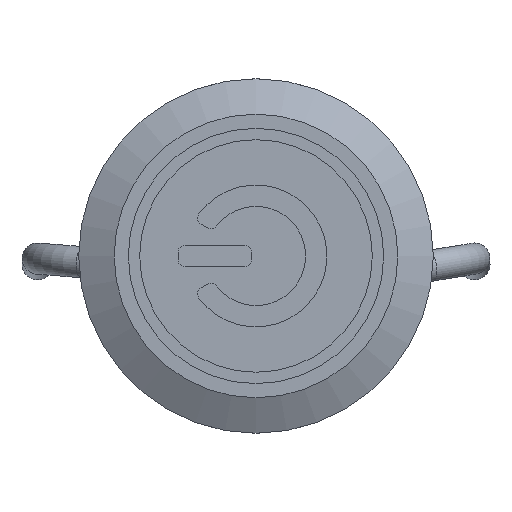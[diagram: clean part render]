
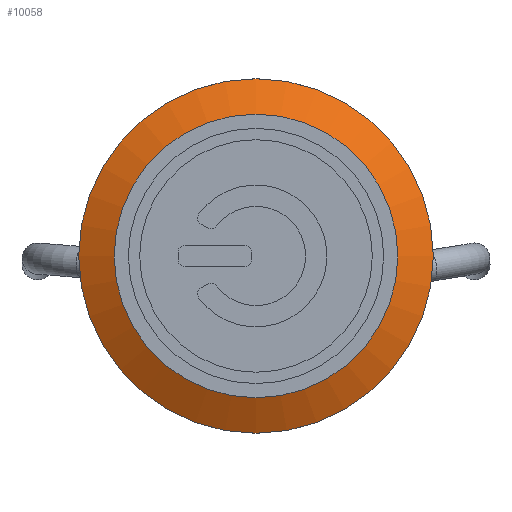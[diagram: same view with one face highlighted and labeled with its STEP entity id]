
A CAD part, top view. The second image highlights one B-rep face of the part: STEP entity #10058.
In plain terms, the highlighted conical face has half-angle 62.526 degrees and reference radius 11.25 mm.
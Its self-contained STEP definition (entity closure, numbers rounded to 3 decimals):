
#24=CONICAL_SURFACE('',#11158,11.25,1.091);
#1092=FACE_OUTER_BOUND('',#1675,.T.);
#1675=EDGE_LOOP('',(#9346,#9347,#9348,#9349,#9350,#9351));
#2536=LINE('',#18960,#3390);
#3390=VECTOR('',#14178,11.25);
#3931=CIRCLE('',#11159,12.5);
#3932=CIRCLE('',#11160,12.5);
#3933=CIRCLE('',#11161,10.);
#3934=CIRCLE('',#11162,10.);
#4890=VERTEX_POINT('',#18955);
#4891=VERTEX_POINT('',#18956);
#4892=VERTEX_POINT('',#18959);
#4893=VERTEX_POINT('',#18961);
#6383=EDGE_CURVE('',#4890,#4891,#3931,.T.);
#6384=EDGE_CURVE('',#4891,#4890,#3932,.T.);
#6385=EDGE_CURVE('',#4891,#4892,#2536,.T.);
#6386=EDGE_CURVE('',#4893,#4892,#3933,.T.);
#6387=EDGE_CURVE('',#4892,#4893,#3934,.T.);
#9346=ORIENTED_EDGE('',*,*,#6383,.F.);
#9347=ORIENTED_EDGE('',*,*,#6384,.F.);
#9348=ORIENTED_EDGE('',*,*,#6385,.T.);
#9349=ORIENTED_EDGE('',*,*,#6386,.F.);
#9350=ORIENTED_EDGE('',*,*,#6387,.F.);
#9351=ORIENTED_EDGE('',*,*,#6385,.F.);
#10058=ADVANCED_FACE('',(#1092),#24,.T.);
#11158=AXIS2_PLACEMENT_3D('',#18954,#14172,#14173);
#11159=AXIS2_PLACEMENT_3D('',#18957,#14174,#14175);
#11160=AXIS2_PLACEMENT_3D('',#18958,#14176,#14177);
#11161=AXIS2_PLACEMENT_3D('',#18962,#14179,#14180);
#11162=AXIS2_PLACEMENT_3D('',#18963,#14181,#14182);
#14172=DIRECTION('center_axis',(0.,0.,
-1.));
#14173=DIRECTION('ref_axis',(1.,0.,0.));
#14174=DIRECTION('center_axis',(0.,0.,
-1.));
#14175=DIRECTION('ref_axis',(0.,-1.,0.));
#14176=DIRECTION('center_axis',(0.,0.,
-1.));
#14177=DIRECTION('ref_axis',(0.,-1.,0.));
#14178=DIRECTION('',(0.887,0.,0.461));
#14179=DIRECTION('center_axis',(0.,0.,
1.));
#14180=DIRECTION('ref_axis',(1.,0.,0.));
#14181=DIRECTION('center_axis',(0.,0.,
1.));
#14182=DIRECTION('ref_axis',(1.,0.,0.));
#18954=CARTESIAN_POINT('Origin',(13.071,19.349,190.366));
#18955=CARTESIAN_POINT('',(13.071,31.849,189.716));
#18956=CARTESIAN_POINT('',(0.571,19.349,189.716));
#18957=CARTESIAN_POINT('Origin',(13.071,19.349,189.716));
#18958=CARTESIAN_POINT('Origin',(13.071,19.349,189.716));
#18959=CARTESIAN_POINT('',(3.071,19.349,191.016));
#18960=CARTESIAN_POINT('',(1.821,19.349,190.366));
#18961=CARTESIAN_POINT('',(23.071,19.349,191.016));
#18962=CARTESIAN_POINT('Origin',(13.071,19.349,191.016));
#18963=CARTESIAN_POINT('Origin',(13.071,19.349,191.016));
